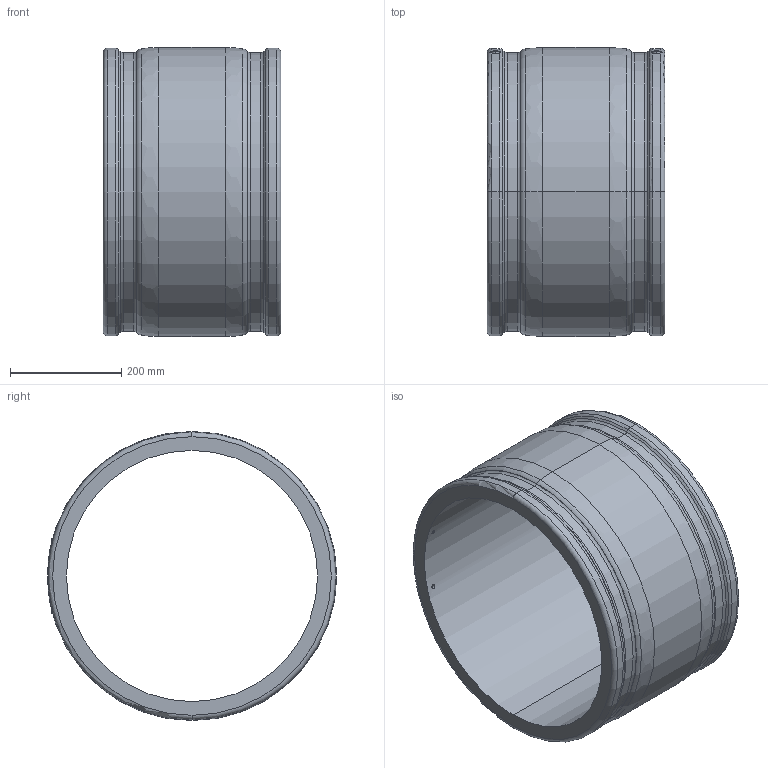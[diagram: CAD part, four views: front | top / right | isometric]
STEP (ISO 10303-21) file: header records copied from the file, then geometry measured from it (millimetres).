
FILE_DESCRIPTION (( 'STEP AP203' ), '1' );
FILE_NAME ('Ef Coupler SDR17_001 115 2160 0450.step', '2024-03-26T05:37:49', ( '' ), ( '' ), 'SwSTEP 2.0', 'SolidWorks 2021', '' );
FILE_SCHEMA (( 'CONFIG_CONTROL_DESIGN' ));
Length unit declared in the file: millimetre
Products named in the file (1): Ef Coupler SDR17_001 115 2160 0450
Bounding box: 320 x 520 x 520 mm (x, y, z)
Volume: 15313994.4 mm3; surface area: 1083094.5 mm2
Topology: 1 solids, 1 shells, 94 faces, 212 edges, 128 vertices
Faces by surface type: cylinder 40, torus 24, cone 16, plane 14
Entity records: 3309 total; most frequent: CARTESIAN_POINT 1067, DIRECTION 498, ORIENTED_EDGE 424, AXIS2_PLACEMENT_3D 223, EDGE_CURVE 212, CIRCLE 128, VERTEX_POINT 128, EDGE_LOOP 112
